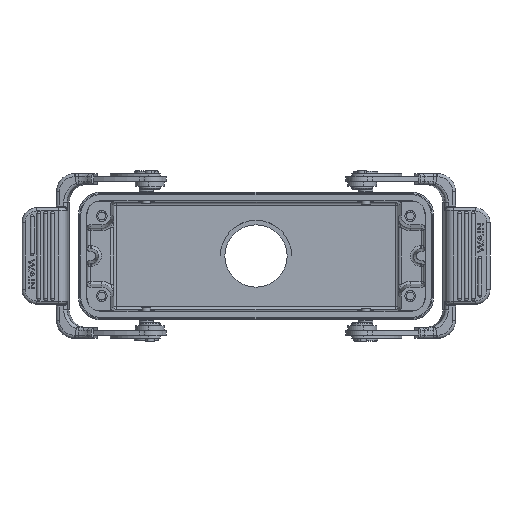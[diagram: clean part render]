
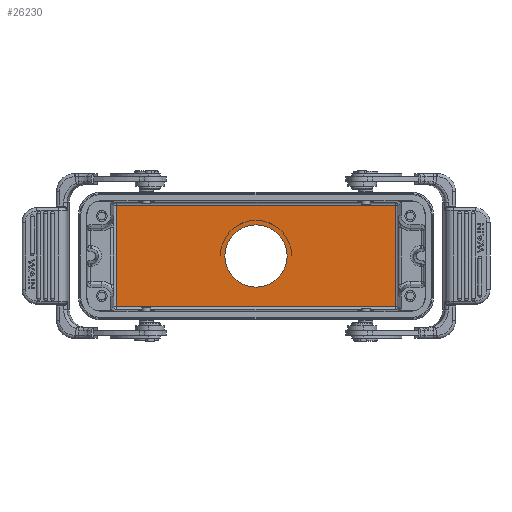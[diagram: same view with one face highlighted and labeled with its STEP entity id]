
A CAD part, front view. The second image highlights one B-rep face of the part: STEP entity #26230.
In plain terms, the highlighted planar face has unit normal (0, -1, 0).
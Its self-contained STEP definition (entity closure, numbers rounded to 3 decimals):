
#491=CARTESIAN_POINT('',(0.,52.,0.));
#492=DIRECTION('',(0.,-1.,0.));
#493=DIRECTION('',(-1.,0.,0.));
#494=AXIS2_PLACEMENT_3D('',#491,#492,#493);
#496=CARTESIAN_POINT('',(0.,52.,0.));
#497=DIRECTION('',(0.,-1.,0.));
#498=DIRECTION('',(1.,0.,0.));
#499=AXIS2_PLACEMENT_3D('',#496,#497,#498);
#501=CARTESIAN_POINT('',(0.,52.,0.049));
#502=DIRECTION('',(0.,-1.,0.));
#503=DIRECTION('',(1.,0.,-0.001));
#504=AXIS2_PLACEMENT_3D('',#501,#502,#503);
#506=CARTESIAN_POINT('',(0.,52.,0.));
#507=DIRECTION('',(0.,1.,0.));
#508=DIRECTION('',(-1.,0.,0.004));
#509=AXIS2_PLACEMENT_3D('',#506,#507,#508);
#511=DIRECTION('',(0.,0.,-1.));
#512=VECTOR('',#511,34.27);
#513=CARTESIAN_POINT('',(-47.,52.,17.135));
#514=LINE('',#513,#512);
#17983=DIRECTION('',(1.,0.,0.));
#17984=VECTOR('',#17983,94.);
#17985=CARTESIAN_POINT('',(-47.,52.,-17.135));
#17986=LINE('',#17985,#17984);
#18010=DIRECTION('',(0.,0.,1.));
#18011=VECTOR('',#18010,34.27);
#18012=CARTESIAN_POINT('',(47.,52.,-17.135));
#18013=LINE('',#18012,#18011);
#18033=DIRECTION('',(-1.,0.,0.));
#18034=VECTOR('',#18033,94.);
#18035=CARTESIAN_POINT('',(47.,52.,17.135));
#18036=LINE('',#18035,#18034);
#20520=CARTESIAN_POINT('',(-10.5,52.,0.));
#20521=CARTESIAN_POINT('',(10.5,52.,0.));
#20522=VERTEX_POINT('',#20520);
#20523=VERTEX_POINT('',#20521);
#20524=CARTESIAN_POINT('',(-47.,52.,17.135));
#20525=CARTESIAN_POINT('',(-47.,52.,-17.135));
#20526=VERTEX_POINT('',#20524);
#20527=VERTEX_POINT('',#20525);
#20528=CARTESIAN_POINT('',(47.,52.,17.135));
#20529=VERTEX_POINT('',#20528);
#20530=CARTESIAN_POINT('',(47.,52.,-17.135));
#20531=VERTEX_POINT('',#20530);
#20532=CARTESIAN_POINT('',(12.,52.,0.043));
#20533=CARTESIAN_POINT('',(-12.,52.,0.052));
#20534=VERTEX_POINT('',#20532);
#20535=VERTEX_POINT('',#20533);
#26204=CARTESIAN_POINT('',(57.,52.,-18.5));
#26205=DIRECTION('',(0.,1.,0.));
#26206=DIRECTION('',(1.,0.,0.));
#26207=AXIS2_PLACEMENT_3D('',#26204,#26205,#26206);
#26208=PLANE('',#26207);
#26210=ORIENTED_EDGE('',*,*,#26209,.F.);
#26212=ORIENTED_EDGE('',*,*,#26211,.F.);
#26214=ORIENTED_EDGE('',*,*,#26213,.F.);
#26216=ORIENTED_EDGE('',*,*,#26215,.F.);
#26217=EDGE_LOOP('',(#26210,#26212,#26214,#26216));
#26218=FACE_OUTER_BOUND('',#26217,.F.);
#26219=ORIENTED_EDGE('',*,*,#26194,.T.);
#26221=ORIENTED_EDGE('',*,*,#26220,.T.);
#26222=EDGE_LOOP('',(#26219,#26221));
#26223=FACE_BOUND('',#26222,.F.);
#26225=ORIENTED_EDGE('',*,*,#26224,.T.);
#26227=ORIENTED_EDGE('',*,*,#26226,.T.);
#26228=EDGE_LOOP('',(#26225,#26227));
#26229=FACE_BOUND('',#26228,.F.);
#26230=ADVANCED_FACE('',(#26218,#26223,#26229),#26208,.F.);
#495=CIRCLE('',#494,10.5);
#500=CIRCLE('',#499,10.5);
#505=CIRCLE('',#504,12.);
#510=CIRCLE('',#509,12.);
#26194=EDGE_CURVE('',#20522,#20523,#495,.T.);
#26209=EDGE_CURVE('',#20526,#20527,#514,.T.);
#26211=EDGE_CURVE('',#20529,#20526,#18036,.T.);
#26213=EDGE_CURVE('',#20531,#20529,#18013,.T.);
#26215=EDGE_CURVE('',#20527,#20531,#17986,.T.);
#26220=EDGE_CURVE('',#20523,#20522,#500,.T.);
#26224=EDGE_CURVE('',#20534,#20535,#505,.T.);
#26226=EDGE_CURVE('',#20535,#20534,#510,.T.);
